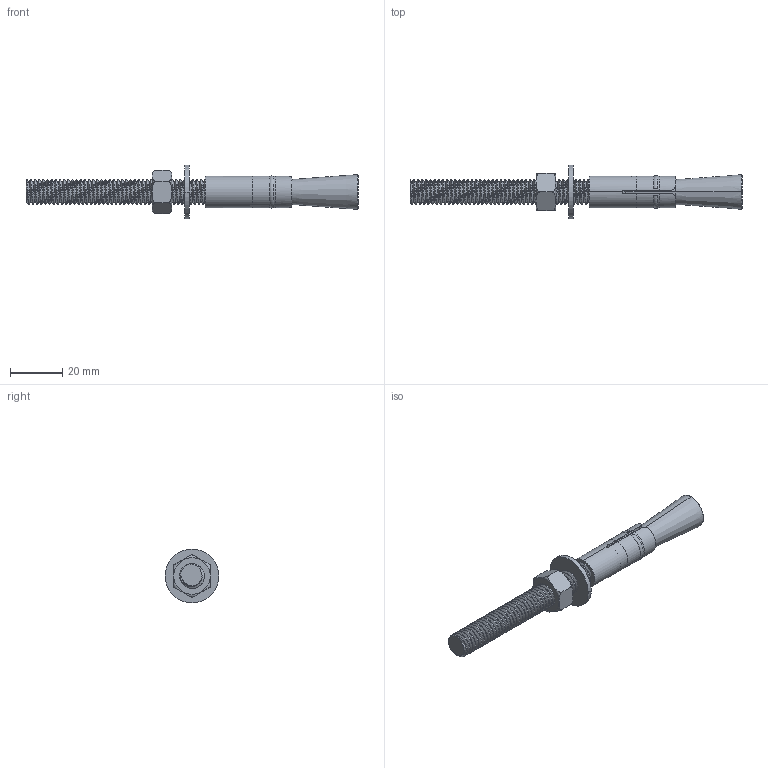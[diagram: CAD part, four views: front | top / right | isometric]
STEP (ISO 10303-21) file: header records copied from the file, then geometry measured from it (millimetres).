
FILE_DESCRIPTION (( 'STEP AP203' ), '1' );
FILE_NAME ('B009EARVVS.3D.STEP', '2013-10-28T11:44:22', ( '' ), ( '' ), 'SwSTEP 2.0', 'SolidWorks 2012', '' );
FILE_SCHEMA (( 'CONFIG_CONTROL_DESIGN' ));
Length unit declared in the file: inch
Products named in the file (1): B009EARVVS.3D
Bounding box: 127 x 20.62 x 20.62 mm (x, y, z)
Volume: 15356.9 mm3; surface area: 9523 mm2
Topology: 5 solids, 5 shells, 168 faces, 452 edges, 296 vertices
Faces by surface type: cylinder 120, plane 25, torus 12, cone 8, bspline 3
Entity records: 12625 total; most frequent: CARTESIAN_POINT 8979, ORIENTED_EDGE 904, DIRECTION 607, EDGE_CURVE 452, VERTEX_POINT 296, AXIS2_PLACEMENT_3D 232, EDGE_LOOP 174, FACE_OUTER_BOUND 168
